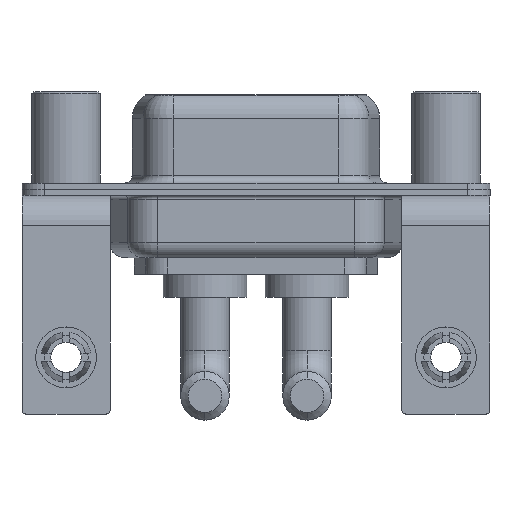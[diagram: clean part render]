
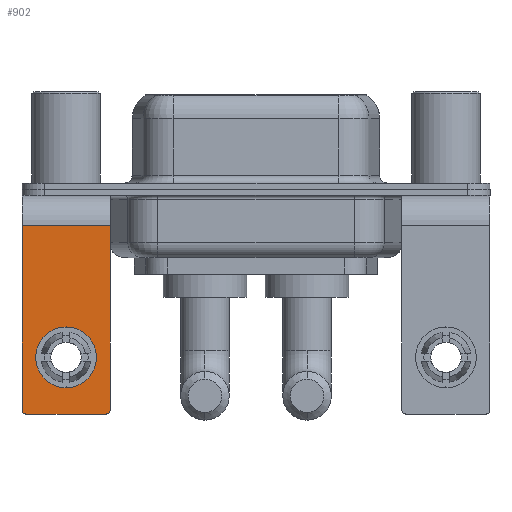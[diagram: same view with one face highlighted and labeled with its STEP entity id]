
A CAD part, front view. The second image highlights one B-rep face of the part: STEP entity #902.
In plain terms, the highlighted planar face has unit normal (0, -1, 0).
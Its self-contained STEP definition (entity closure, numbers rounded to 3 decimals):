
#81 = ORIENTED_EDGE ( 'NONE', *, *, #422, .T. ) ;
#154 = ORIENTED_EDGE ( 'NONE', *, *, #7606, .T. ) ;
#422 = EDGE_CURVE ( 'NONE', #15244, #6949, #14584, .T. ) ;
#539 = ORIENTED_EDGE ( 'NONE', *, *, #3009, .F. ) ;
#752 = ORIENTED_EDGE ( 'NONE', *, *, #15374, .T. ) ;
#902 = ADVANCED_FACE ( 'NONE', ( #6799, #8148 ), #5595, .F. ) ;
#907 = CARTESIAN_POINT ( 'NONE',  ( 2.9, -6.25, -2.4 ) ) ;
#1216 = DIRECTION ( 'NONE',  ( 0., 0., 1. ) ) ;
#1312 = EDGE_CURVE ( 'NONE', #6949, #15244, #11399, .T. ) ;
#1347 = LINE ( 'NONE', #9687, #10041 ) ;
#1383 = CARTESIAN_POINT ( 'NONE',  ( 2.9, -6.25, -14.55 ) ) ;
#2037 = CARTESIAN_POINT ( 'NONE',  ( 2.9, -6.25, -14.8 ) ) ;
#2687 = AXIS2_PLACEMENT_3D ( 'NONE', #4725, #6000, #7113 ) ;
#2954 = VECTOR ( 'NONE', #7994, 1000. ) ;
#3009 = EDGE_CURVE ( 'NONE', #10504, #4004, #11191, .T. ) ;
#3041 = CARTESIAN_POINT ( 'NONE',  ( -2.9, -6.25, -14.55 ) ) ;
#3065 = LINE ( 'NONE', #12666, #2954 ) ;
#3153 = DIRECTION ( 'NONE',  ( 0., 1., 0. ) ) ;
#3178 = ORIENTED_EDGE ( 'NONE', *, *, #13809, .F. ) ;
#3210 = CARTESIAN_POINT ( 'NONE',  ( -2.9, -6.25, -2.4 ) ) ;
#3277 = EDGE_LOOP ( 'NONE', ( #8974, #7085, #3178, #154, #539, #752 ) ) ;
#3400 = CARTESIAN_POINT ( 'NONE',  ( 0., -6.25, -13.07 ) ) ;
#3542 = VERTEX_POINT ( 'NONE', #15233 ) ;
#3683 = VECTOR ( 'NONE', #8309, 1000. ) ;
#3691 = VERTEX_POINT ( 'NONE', #3210 ) ;
#3945 = CARTESIAN_POINT ( 'NONE',  ( -2.65, -6.25, -14.8 ) ) ;
#4004 = VERTEX_POINT ( 'NONE', #1383 ) ;
#4036 = VERTEX_POINT ( 'NONE', #3041 ) ;
#4048 = AXIS2_PLACEMENT_3D ( 'NONE', #13847, #12495, #6612 ) ;
#4648 = LINE ( 'NONE', #2037, #3683 ) ;
#4725 = CARTESIAN_POINT ( 'NONE',  ( -2.65, -6.25, -14.55 ) ) ;
#4946 = AXIS2_PLACEMENT_3D ( 'NONE', #13805, #3153, #6958 ) ;
#5289 = CARTESIAN_POINT ( 'NONE',  ( 0., -6.25, -9.07 ) ) ;
#5330 = EDGE_CURVE ( 'NONE', #3691, #4036, #1347, .T. ) ;
#5595 = PLANE ( 'NONE',  #4946 ) ;
#5667 = ORIENTED_EDGE ( 'NONE', *, *, #1312, .T. ) ;
#5752 = EDGE_LOOP ( 'NONE', ( #5667, #81 ) ) ;
#5903 = DIRECTION ( 'NONE',  ( 0., 0., 1. ) ) ;
#6000 = DIRECTION ( 'NONE',  ( 0., -1., 0. ) ) ;
#6050 = DIRECTION ( 'NONE',  ( 0., 1., 0. ) ) ;
#6063 = DIRECTION ( 'NONE',  ( 0., -1., 0. ) ) ;
#6210 = EDGE_CURVE ( 'NONE', #4036, #11071, #14091, .T. ) ;
#6286 = AXIS2_PLACEMENT_3D ( 'NONE', #15685, #6063, #5903 ) ;
#6612 = DIRECTION ( 'NONE',  ( 0., 0., 1. ) ) ;
#6799 = FACE_BOUND ( 'NONE', #5752, .T. ) ;
#6949 = VERTEX_POINT ( 'NONE', #3400 ) ;
#6958 = DIRECTION ( 'NONE',  ( 0., 0., 1. ) ) ;
#7085 = ORIENTED_EDGE ( 'NONE', *, *, #6210, .T. ) ;
#7113 = DIRECTION ( 'NONE',  ( 0., 0., 1. ) ) ;
#7606 = EDGE_CURVE ( 'NONE', #3542, #4004, #15412, .T. ) ;
#7994 = DIRECTION ( 'NONE',  ( -1., 0., 0. ) ) ;
#8148 = FACE_OUTER_BOUND ( 'NONE', #3277, .T. ) ;
#8309 = DIRECTION ( 'NONE',  ( -1., 0., 0. ) ) ;
#8974 = ORIENTED_EDGE ( 'NONE', *, *, #5330, .T. ) ;
#9687 = CARTESIAN_POINT ( 'NONE',  ( -2.9, -6.25, -2.4 ) ) ;
#9997 = VECTOR ( 'NONE', #10024, 1000. ) ;
#10024 = DIRECTION ( 'NONE',  ( 0., 0., -1. ) ) ;
#10041 = VECTOR ( 'NONE', #14529, 1000. ) ;
#10504 = VERTEX_POINT ( 'NONE', #907 ) ;
#10887 = CARTESIAN_POINT ( 'NONE',  ( 0., -6.25, -11.07 ) ) ;
#11071 = VERTEX_POINT ( 'NONE', #3945 ) ;
#11191 = LINE ( 'NONE', #13831, #9997 ) ;
#11399 = CIRCLE ( 'NONE', #4048, 2. ) ;
#12495 = DIRECTION ( 'NONE',  ( 0., 1., 0. ) ) ;
#12666 = CARTESIAN_POINT ( 'NONE',  ( 2.9, -6.25, -2.4 ) ) ;
#13805 = CARTESIAN_POINT ( 'NONE',  ( 2.9, -6.25, -2.4 ) ) ;
#13809 = EDGE_CURVE ( 'NONE', #3542, #11071, #4648, .T. ) ;
#13831 = CARTESIAN_POINT ( 'NONE',  ( 2.9, -6.25, -2.4 ) ) ;
#13847 = CARTESIAN_POINT ( 'NONE',  ( 0., -6.25, -11.07 ) ) ;
#14091 = CIRCLE ( 'NONE', #2687, 0.25 ) ;
#14320 = AXIS2_PLACEMENT_3D ( 'NONE', #10887, #6050, #1216 ) ;
#14529 = DIRECTION ( 'NONE',  ( 0., 0., -1. ) ) ;
#14584 = CIRCLE ( 'NONE', #14320, 2. ) ;
#15233 = CARTESIAN_POINT ( 'NONE',  ( 2.65, -6.25, -14.8 ) ) ;
#15244 = VERTEX_POINT ( 'NONE', #5289 ) ;
#15374 = EDGE_CURVE ( 'NONE', #10504, #3691, #3065, .T. ) ;
#15412 = CIRCLE ( 'NONE', #6286, 0.25 ) ;
#15685 = CARTESIAN_POINT ( 'NONE',  ( 2.65, -6.25, -14.55 ) ) ;
